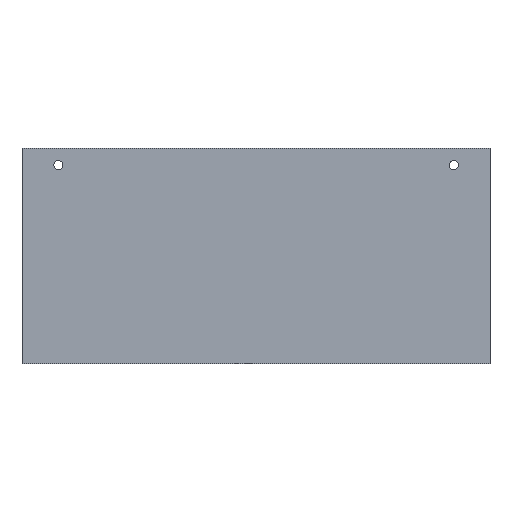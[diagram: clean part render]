
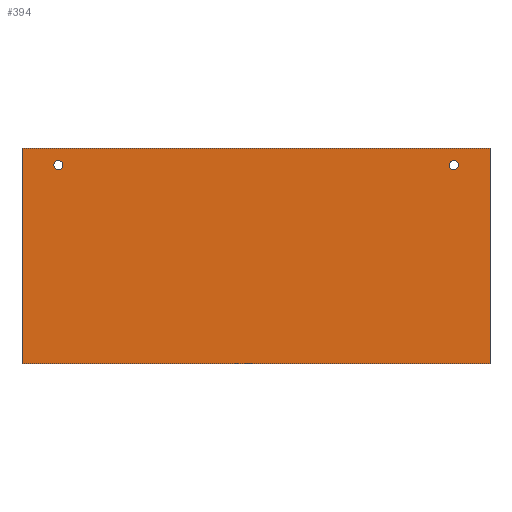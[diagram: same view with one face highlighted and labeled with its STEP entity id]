
A CAD part, front view. The second image highlights one B-rep face of the part: STEP entity #394.
In plain terms, the highlighted planar face has unit normal (0, -1, 0).
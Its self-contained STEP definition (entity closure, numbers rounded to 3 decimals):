
#21 = EDGE_CURVE('',#22,#24,#26,.T.);
#22 = VERTEX_POINT('',#23);
#23 = CARTESIAN_POINT('',(-51.5,-27.,-25.));
#24 = VERTEX_POINT('',#25);
#25 = CARTESIAN_POINT('',(-51.5,-27.,22.5));
#26 = SURFACE_CURVE('',#27,(#31,#43),.PCURVE_S1.);
#27 = LINE('',#28,#29);
#28 = CARTESIAN_POINT('',(-51.5,-27.,-25.));
#29 = VECTOR('',#30,1.);
#30 = DIRECTION('',(0.,0.,1.));
#31 = PCURVE('',#32,#37);
#32 = PLANE('',#33);
#33 = AXIS2_PLACEMENT_3D('',#34,#35,#36);
#34 = CARTESIAN_POINT('',(-51.5,-27.,-25.));
#35 = DIRECTION('',(1.,0.,0.));
#36 = DIRECTION('',(0.,0.,1.));
#37 = DEFINITIONAL_REPRESENTATION('',(#38),#42);
#38 = LINE('',#39,#40);
#39 = CARTESIAN_POINT('',(0.,0.));
#40 = VECTOR('',#41,1.);
#41 = DIRECTION('',(1.,0.));
#42 = ( GEOMETRIC_REPRESENTATION_CONTEXT(2) 
PARAMETRIC_REPRESENTATION_CONTEXT() REPRESENTATION_CONTEXT('2D SPACE',''
  ) );
#43 = PCURVE('',#44,#49);
#44 = PLANE('',#45);
#45 = AXIS2_PLACEMENT_3D('',#46,#47,#48);
#46 = CARTESIAN_POINT('',(-51.5,-27.,-25.));
#47 = DIRECTION('',(0.,1.,0.));
#48 = DIRECTION('',(0.,0.,1.));
#49 = DEFINITIONAL_REPRESENTATION('',(#50),#54);
#50 = LINE('',#51,#52);
#51 = CARTESIAN_POINT('',(0.,0.));
#52 = VECTOR('',#53,1.);
#53 = DIRECTION('',(1.,0.));
#54 = ( GEOMETRIC_REPRESENTATION_CONTEXT(2) 
PARAMETRIC_REPRESENTATION_CONTEXT() REPRESENTATION_CONTEXT('2D SPACE',''
  ) );
#72 = PLANE('',#73);
#73 = AXIS2_PLACEMENT_3D('',#74,#75,#76);
#74 = CARTESIAN_POINT('',(-51.5,-27.,-25.));
#75 = DIRECTION('',(0.,0.,1.));
#76 = DIRECTION('',(1.,0.,0.));
#125 = PLANE('',#126);
#126 = AXIS2_PLACEMENT_3D('',#127,#128,#129);
#127 = CARTESIAN_POINT('',(0.,0.,22.5));
#128 = DIRECTION('',(0.,0.,1.));
#129 = DIRECTION('',(1.,0.,-0.));
#394 = ADVANCED_FACE('',(#395,#468,#528),#44,.F.);
#395 = FACE_BOUND('',#396,.F.);
#396 = EDGE_LOOP('',(#397,#427,#448,#449));
#397 = ORIENTED_EDGE('',*,*,#398,.F.);
#398 = EDGE_CURVE('',#399,#401,#403,.T.);
#399 = VERTEX_POINT('',#400);
#400 = CARTESIAN_POINT('',(51.5,-27.,-25.));
#401 = VERTEX_POINT('',#402);
#402 = CARTESIAN_POINT('',(51.5,-27.,22.5));
#403 = SURFACE_CURVE('',#404,(#408,#415),.PCURVE_S1.);
#404 = LINE('',#405,#406);
#405 = CARTESIAN_POINT('',(51.5,-27.,-25.));
#406 = VECTOR('',#407,1.);
#407 = DIRECTION('',(0.,0.,1.));
#408 = PCURVE('',#44,#409);
#409 = DEFINITIONAL_REPRESENTATION('',(#410),#414);
#410 = LINE('',#411,#412);
#411 = CARTESIAN_POINT('',(0.,103.));
#412 = VECTOR('',#413,1.);
#413 = DIRECTION('',(1.,0.));
#414 = ( GEOMETRIC_REPRESENTATION_CONTEXT(2) 
PARAMETRIC_REPRESENTATION_CONTEXT() REPRESENTATION_CONTEXT('2D SPACE',''
  ) );
#415 = PCURVE('',#416,#421);
#416 = PLANE('',#417);
#417 = AXIS2_PLACEMENT_3D('',#418,#419,#420);
#418 = CARTESIAN_POINT('',(51.5,-27.,-25.));
#419 = DIRECTION('',(1.,0.,0.));
#420 = DIRECTION('',(0.,0.,1.));
#421 = DEFINITIONAL_REPRESENTATION('',(#422),#426);
#422 = LINE('',#423,#424);
#423 = CARTESIAN_POINT('',(0.,0.));
#424 = VECTOR('',#425,1.);
#425 = DIRECTION('',(1.,0.));
#426 = ( GEOMETRIC_REPRESENTATION_CONTEXT(2) 
PARAMETRIC_REPRESENTATION_CONTEXT() REPRESENTATION_CONTEXT('2D SPACE',''
  ) );
#427 = ORIENTED_EDGE('',*,*,#428,.F.);
#428 = EDGE_CURVE('',#22,#399,#429,.T.);
#429 = SURFACE_CURVE('',#430,(#434,#441),.PCURVE_S1.);
#430 = LINE('',#431,#432);
#431 = CARTESIAN_POINT('',(-51.5,-27.,-25.));
#432 = VECTOR('',#433,1.);
#433 = DIRECTION('',(1.,0.,0.));
#434 = PCURVE('',#44,#435);
#435 = DEFINITIONAL_REPRESENTATION('',(#436),#440);
#436 = LINE('',#437,#438);
#437 = CARTESIAN_POINT('',(0.,0.));
#438 = VECTOR('',#439,1.);
#439 = DIRECTION('',(0.,1.));
#440 = ( GEOMETRIC_REPRESENTATION_CONTEXT(2) 
PARAMETRIC_REPRESENTATION_CONTEXT() REPRESENTATION_CONTEXT('2D SPACE',''
  ) );
#441 = PCURVE('',#72,#442);
#442 = DEFINITIONAL_REPRESENTATION('',(#443),#447);
#443 = LINE('',#444,#445);
#444 = CARTESIAN_POINT('',(0.,0.));
#445 = VECTOR('',#446,1.);
#446 = DIRECTION('',(1.,0.));
#447 = ( GEOMETRIC_REPRESENTATION_CONTEXT(2) 
PARAMETRIC_REPRESENTATION_CONTEXT() REPRESENTATION_CONTEXT('2D SPACE',''
  ) );
#448 = ORIENTED_EDGE('',*,*,#21,.T.);
#449 = ORIENTED_EDGE('',*,*,#450,.T.);
#450 = EDGE_CURVE('',#24,#401,#451,.T.);
#451 = SURFACE_CURVE('',#452,(#456,#462),.PCURVE_S1.);
#452 = LINE('',#453,#454);
#453 = CARTESIAN_POINT('',(-25.75,-27.,22.5));
#454 = VECTOR('',#455,1.);
#455 = DIRECTION('',(1.,0.,0.));
#456 = PCURVE('',#44,#457);
#457 = DEFINITIONAL_REPRESENTATION('',(#458),#461);
#458 = B_SPLINE_CURVE_WITH_KNOTS('',1,(#459,#460),.UNSPECIFIED.,.F.,.F.,
  (2,2),(-25.75,77.25),.PIECEWISE_BEZIER_KNOTS.);
#459 = CARTESIAN_POINT('',(47.5,0.));
#460 = CARTESIAN_POINT('',(47.5,103.));
#461 = ( GEOMETRIC_REPRESENTATION_CONTEXT(2) 
PARAMETRIC_REPRESENTATION_CONTEXT() REPRESENTATION_CONTEXT('2D SPACE',''
  ) );
#462 = PCURVE('',#125,#463);
#463 = DEFINITIONAL_REPRESENTATION('',(#464),#467);
#464 = B_SPLINE_CURVE_WITH_KNOTS('',1,(#465,#466),.UNSPECIFIED.,.F.,.F.,
  (2,2),(-25.75,77.25),.PIECEWISE_BEZIER_KNOTS.);
#465 = CARTESIAN_POINT('',(-51.5,-27.));
#466 = CARTESIAN_POINT('',(51.5,-27.));
#467 = ( GEOMETRIC_REPRESENTATION_CONTEXT(2) 
PARAMETRIC_REPRESENTATION_CONTEXT() REPRESENTATION_CONTEXT('2D SPACE',''
  ) );
#468 = FACE_BOUND('',#469,.F.);
#469 = EDGE_LOOP('',(#470,#501));
#470 = ORIENTED_EDGE('',*,*,#471,.F.);
#471 = EDGE_CURVE('',#472,#474,#476,.T.);
#472 = VERTEX_POINT('',#473);
#473 = CARTESIAN_POINT('',(-44.5,-27.,18.758));
#474 = VERTEX_POINT('',#475);
#475 = CARTESIAN_POINT('',(-42.501,-27.,18.716));
#476 = SURFACE_CURVE('',#477,(#482,#489),.PCURVE_S1.);
#477 = CIRCLE('',#478,1.);
#478 = AXIS2_PLACEMENT_3D('',#479,#480,#481);
#479 = CARTESIAN_POINT('',(-43.5,-27.,18.75));
#480 = DIRECTION('',(0.,1.,0.));
#481 = DIRECTION('',(-1.,0.,0.));
#482 = PCURVE('',#44,#483);
#483 = DEFINITIONAL_REPRESENTATION('',(#484),#488);
#484 = CIRCLE('',#485,1.);
#485 = AXIS2_PLACEMENT_2D('',#486,#487);
#486 = CARTESIAN_POINT('',(43.75,8.));
#487 = DIRECTION('',(0.,-1.));
#488 = ( GEOMETRIC_REPRESENTATION_CONTEXT(2) 
PARAMETRIC_REPRESENTATION_CONTEXT() REPRESENTATION_CONTEXT('2D SPACE',''
  ) );
#489 = PCURVE('',#490,#495);
#490 = CYLINDRICAL_SURFACE('',#491,1.);
#491 = AXIS2_PLACEMENT_3D('',#492,#493,#494);
#492 = CARTESIAN_POINT('',(-43.5,-76.,18.75));
#493 = DIRECTION('',(0.,-1.,0.));
#494 = DIRECTION('',(-1.,0.,0.));
#495 = DEFINITIONAL_REPRESENTATION('',(#496),#500);
#496 = LINE('',#497,#498);
#497 = CARTESIAN_POINT('',(-0.,-49.));
#498 = VECTOR('',#499,1.);
#499 = DIRECTION('',(-1.,-0.));
#500 = ( GEOMETRIC_REPRESENTATION_CONTEXT(2) 
PARAMETRIC_REPRESENTATION_CONTEXT() REPRESENTATION_CONTEXT('2D SPACE',''
  ) );
#501 = ORIENTED_EDGE('',*,*,#502,.F.);
#502 = EDGE_CURVE('',#474,#472,#503,.T.);
#503 = SURFACE_CURVE('',#504,(#509,#516),.PCURVE_S1.);
#504 = CIRCLE('',#505,1.);
#505 = AXIS2_PLACEMENT_3D('',#506,#507,#508);
#506 = CARTESIAN_POINT('',(-43.501,-27.,18.724));
#507 = DIRECTION('',(0.,1.,0.));
#508 = DIRECTION('',(1.,0.,-0.008));
#509 = PCURVE('',#44,#510);
#510 = DEFINITIONAL_REPRESENTATION('',(#511),#515);
#511 = CIRCLE('',#512,1.);
#512 = AXIS2_PLACEMENT_2D('',#513,#514);
#513 = CARTESIAN_POINT('',(43.724,7.999));
#514 = DIRECTION('',(-0.008,1.));
#515 = ( GEOMETRIC_REPRESENTATION_CONTEXT(2) 
PARAMETRIC_REPRESENTATION_CONTEXT() REPRESENTATION_CONTEXT('2D SPACE',''
  ) );
#516 = PCURVE('',#517,#522);
#517 = CYLINDRICAL_SURFACE('',#518,1.);
#518 = AXIS2_PLACEMENT_3D('',#519,#520,#521);
#519 = CARTESIAN_POINT('',(-43.501,76.,18.724));
#520 = DIRECTION('',(0.,1.,0.));
#521 = DIRECTION('',(1.,0.,0.));
#522 = DEFINITIONAL_REPRESENTATION('',(#523),#527);
#523 = LINE('',#524,#525);
#524 = CARTESIAN_POINT('',(-6.275,-103.));
#525 = VECTOR('',#526,1.);
#526 = DIRECTION('',(1.,-0.));
#527 = ( GEOMETRIC_REPRESENTATION_CONTEXT(2) 
PARAMETRIC_REPRESENTATION_CONTEXT() REPRESENTATION_CONTEXT('2D SPACE',''
  ) );
#528 = FACE_BOUND('',#529,.F.);
#529 = EDGE_LOOP('',(#530,#561));
#530 = ORIENTED_EDGE('',*,*,#531,.F.);
#531 = EDGE_CURVE('',#532,#534,#536,.T.);
#532 = VERTEX_POINT('',#533);
#533 = CARTESIAN_POINT('',(43.096,-27.,19.639));
#534 = VERTEX_POINT('',#535);
#535 = CARTESIAN_POINT('',(43.932,-27.,17.822));
#536 = SURFACE_CURVE('',#537,(#542,#549),.PCURVE_S1.);
#537 = CIRCLE('',#538,1.);
#538 = AXIS2_PLACEMENT_3D('',#539,#540,#541);
#539 = CARTESIAN_POINT('',(43.528,-27.,18.737));
#540 = DIRECTION('',(0.,1.,0.));
#541 = DIRECTION('',(-1.,0.,0.));
#542 = PCURVE('',#44,#543);
#543 = DEFINITIONAL_REPRESENTATION('',(#544),#548);
#544 = CIRCLE('',#545,1.);
#545 = AXIS2_PLACEMENT_2D('',#546,#547);
#546 = CARTESIAN_POINT('',(43.737,95.028));
#547 = DIRECTION('',(0.,-1.));
#548 = ( GEOMETRIC_REPRESENTATION_CONTEXT(2) 
PARAMETRIC_REPRESENTATION_CONTEXT() REPRESENTATION_CONTEXT('2D SPACE',''
  ) );
#549 = PCURVE('',#550,#555);
#550 = CYLINDRICAL_SURFACE('',#551,1.);
#551 = AXIS2_PLACEMENT_3D('',#552,#553,#554);
#552 = CARTESIAN_POINT('',(43.528,-76.,18.737)
  );
#553 = DIRECTION('',(0.,-1.,0.));
#554 = DIRECTION('',(-1.,0.,0.));
#555 = DEFINITIONAL_REPRESENTATION('',(#556),#560);
#556 = LINE('',#557,#558);
#557 = CARTESIAN_POINT('',(-0.,-49.));
#558 = VECTOR('',#559,1.);
#559 = DIRECTION('',(-1.,-0.));
#560 = ( GEOMETRIC_REPRESENTATION_CONTEXT(2) 
PARAMETRIC_REPRESENTATION_CONTEXT() REPRESENTATION_CONTEXT('2D SPACE',''
  ) );
#561 = ORIENTED_EDGE('',*,*,#562,.F.);
#562 = EDGE_CURVE('',#534,#532,#563,.T.);
#563 = SURFACE_CURVE('',#564,(#569,#576),.PCURVE_S1.);
#564 = CIRCLE('',#565,1.);
#565 = AXIS2_PLACEMENT_3D('',#566,#567,#568);
#566 = CARTESIAN_POINT('',(43.5,-27.,18.724));
#567 = DIRECTION('',(0.,1.,0.));
#568 = DIRECTION('',(0.432,0.,-0.902));
#569 = PCURVE('',#44,#570);
#570 = DEFINITIONAL_REPRESENTATION('',(#571),#575);
#571 = CIRCLE('',#572,1.);
#572 = AXIS2_PLACEMENT_2D('',#573,#574);
#573 = CARTESIAN_POINT('',(43.724,95.));
#574 = DIRECTION('',(-0.902,0.432));
#575 = ( GEOMETRIC_REPRESENTATION_CONTEXT(2) 
PARAMETRIC_REPRESENTATION_CONTEXT() REPRESENTATION_CONTEXT('2D SPACE',''
  ) );
#576 = PCURVE('',#577,#582);
#577 = CYLINDRICAL_SURFACE('',#578,1.);
#578 = AXIS2_PLACEMENT_3D('',#579,#580,#581);
#579 = CARTESIAN_POINT('',(43.5,76.,18.724));
#580 = DIRECTION('',(0.,1.,0.));
#581 = DIRECTION('',(1.,0.,0.));
#582 = DEFINITIONAL_REPRESENTATION('',(#583),#587);
#583 = LINE('',#584,#585);
#584 = CARTESIAN_POINT('',(-5.159,-103.));
#585 = VECTOR('',#586,1.);
#586 = DIRECTION('',(1.,-0.));
#587 = ( GEOMETRIC_REPRESENTATION_CONTEXT(2) 
PARAMETRIC_REPRESENTATION_CONTEXT() REPRESENTATION_CONTEXT('2D SPACE',''
  ) );
